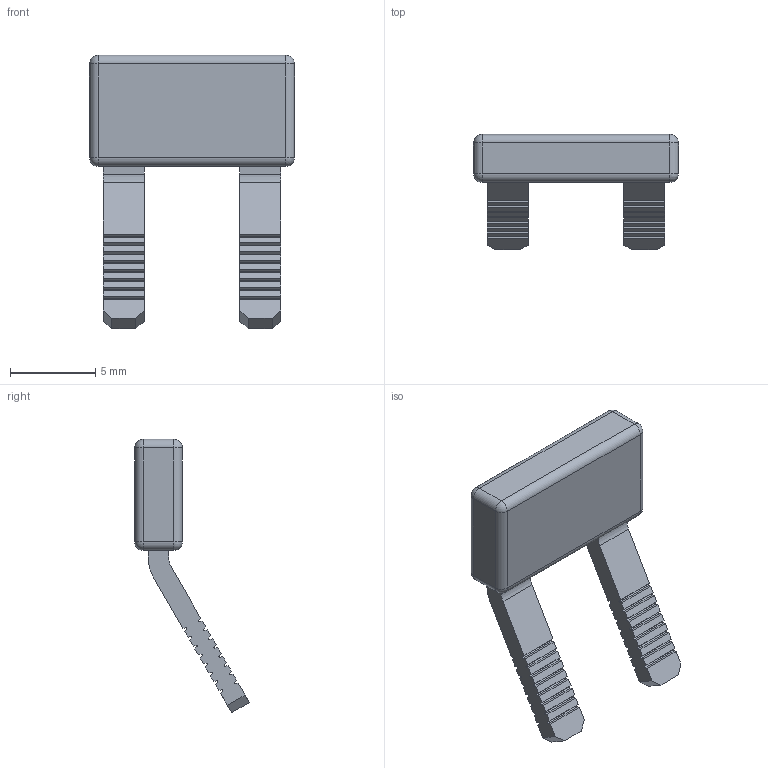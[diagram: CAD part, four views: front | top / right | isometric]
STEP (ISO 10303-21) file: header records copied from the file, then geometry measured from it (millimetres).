
FILE_DESCRIPTION (( 'STEP AP203' ), '1' );
FILE_NAME ('YCT14-00-K03-004-EC-2P Ïåðåìû÷êà ãðåáåí÷àòàÿ äëÿ êîëîäêè êëåììíîé CTS-F 4ìì2 2PIN IEK.STEP', '2025-03-17T17:40:06', ( '' ), ( '' ), 'SwSTEP 2.0', 'SolidWorks 2022', '' );
FILE_SCHEMA (( 'CONFIG_CONTROL_DESIGN' ));
Length unit declared in the file: millimetre
Products named in the file (1): YCT14-00-K03-004-EC-2P Перемычка гребенчатая для колодки клеммной CTS-F 4мм2 2PIN IEK
Bounding box: 12 x 6.72 x 16 mm (x, y, z)
Volume: 271.6 mm3; surface area: 408.6 mm2
Topology: 1 solids, 1 shells, 192 faces, 548 edges, 352 vertices
Faces by surface type: plane 120, cylinder 64, sphere 8
Entity records: 6237 total; most frequent: CARTESIAN_POINT 1085, ORIENTED_EDGE 1080, DIRECTION 1054, EDGE_CURVE 540, LINE 412, VECTOR 412, VERTEX_POINT 352, AXIS2_PLACEMENT_3D 321
